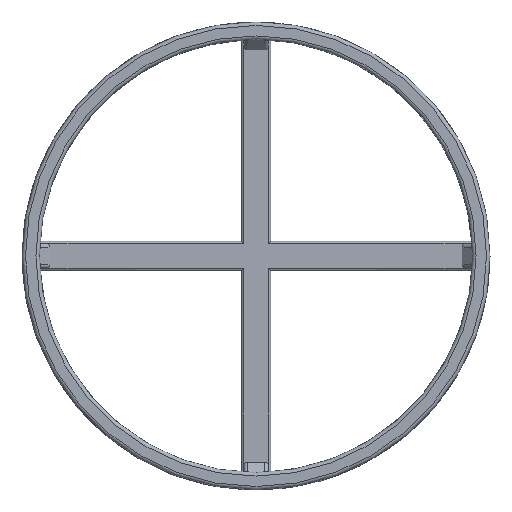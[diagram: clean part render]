
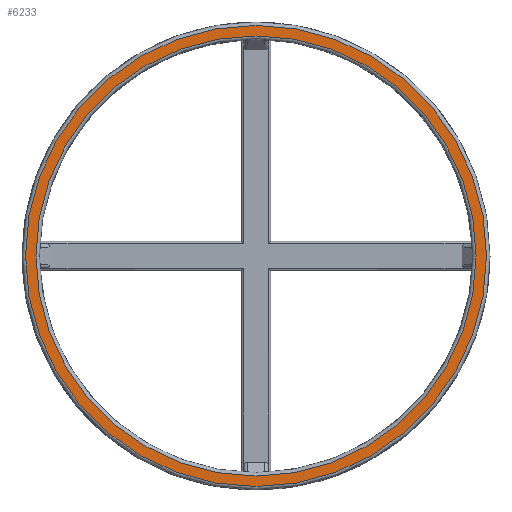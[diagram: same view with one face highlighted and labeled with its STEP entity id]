
A CAD part, top view. The second image highlights one B-rep face of the part: STEP entity #6233.
In plain terms, the highlighted planar face has unit normal (0, 0, 1).
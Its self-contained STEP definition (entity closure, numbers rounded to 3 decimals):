
#1157 = TOROIDAL_SURFACE('',#1158,63.25,1.);
#1158 = AXIS2_PLACEMENT_3D('',#1159,#1160,#1161);
#1159 = CARTESIAN_POINT('',(0.,0.,21.));
#1160 = DIRECTION('',(0.,0.,1.));
#1161 = DIRECTION('',(1.,0.,-0.));
#4865 = VERTEX_POINT('',#4866);
#4866 = CARTESIAN_POINT('',(63.25,0.,22.));
#4886 = EDGE_CURVE('',#4865,#4865,#4887,.T.);
#4887 = SURFACE_CURVE('',#4888,(#4893,#4900),.PCURVE_S1.);
#4888 = CIRCLE('',#4889,63.25);
#4889 = AXIS2_PLACEMENT_3D('',#4890,#4891,#4892);
#4890 = CARTESIAN_POINT('',(0.,0.,22.));
#4891 = DIRECTION('',(0.,0.,1.));
#4892 = DIRECTION('',(1.,0.,-0.));
#4893 = PCURVE('',#1157,#4894);
#4894 = DEFINITIONAL_REPRESENTATION('',(#4895),#4899);
#4895 = LINE('',#4896,#4897);
#4896 = CARTESIAN_POINT('',(0.,1.571));
#4897 = VECTOR('',#4898,1.);
#4898 = DIRECTION('',(1.,0.));
#4899 = ( GEOMETRIC_REPRESENTATION_CONTEXT(2) 
PARAMETRIC_REPRESENTATION_CONTEXT() REPRESENTATION_CONTEXT('2D SPACE',''
  ) );
#4900 = PCURVE('',#4901,#4906);
#4901 = PLANE('',#4902);
#4902 = AXIS2_PLACEMENT_3D('',#4903,#4904,#4905);
#4903 = CARTESIAN_POINT('',(0.,0.,22.)
  );
#4904 = DIRECTION('',(0.,0.,1.));
#4905 = DIRECTION('',(1.,0.,-0.));
#4906 = DEFINITIONAL_REPRESENTATION('',(#4907),#4911);
#4907 = CIRCLE('',#4908,63.25);
#4908 = AXIS2_PLACEMENT_2D('',#4909,#4910);
#4909 = CARTESIAN_POINT('',(0.,0.));
#4910 = DIRECTION('',(1.,0.));
#4911 = ( GEOMETRIC_REPRESENTATION_CONTEXT(2) 
PARAMETRIC_REPRESENTATION_CONTEXT() REPRESENTATION_CONTEXT('2D SPACE',''
  ) );
#6233 = ADVANCED_FACE('',(#6234,#6265),#4901,.T.);
#6234 = FACE_BOUND('',#6235,.T.);
#6235 = EDGE_LOOP('',(#6236));
#6236 = ORIENTED_EDGE('',*,*,#6237,.T.);
#6237 = EDGE_CURVE('',#6238,#6238,#6240,.T.);
#6238 = VERTEX_POINT('',#6239);
#6239 = CARTESIAN_POINT('',(66.25,0.,22.));
#6240 = SURFACE_CURVE('',#6241,(#6246,#6253),.PCURVE_S1.);
#6241 = CIRCLE('',#6242,66.25);
#6242 = AXIS2_PLACEMENT_3D('',#6243,#6244,#6245);
#6243 = CARTESIAN_POINT('',(0.,0.,22.));
#6244 = DIRECTION('',(0.,0.,1.));
#6245 = DIRECTION('',(1.,0.,-0.));
#6246 = PCURVE('',#4901,#6247);
#6247 = DEFINITIONAL_REPRESENTATION('',(#6248),#6252);
#6248 = CIRCLE('',#6249,66.25);
#6249 = AXIS2_PLACEMENT_2D('',#6250,#6251);
#6250 = CARTESIAN_POINT('',(0.,0.));
#6251 = DIRECTION('',(1.,0.));
#6252 = ( GEOMETRIC_REPRESENTATION_CONTEXT(2) 
PARAMETRIC_REPRESENTATION_CONTEXT() REPRESENTATION_CONTEXT('2D SPACE',''
  ) );
#6253 = PCURVE('',#6254,#6259);
#6254 = TOROIDAL_SURFACE('',#6255,66.25,1.);
#6255 = AXIS2_PLACEMENT_3D('',#6256,#6257,#6258);
#6256 = CARTESIAN_POINT('',(0.,0.,21.));
#6257 = DIRECTION('',(0.,0.,1.));
#6258 = DIRECTION('',(1.,0.,-0.));
#6259 = DEFINITIONAL_REPRESENTATION('',(#6260),#6264);
#6260 = LINE('',#6261,#6262);
#6261 = CARTESIAN_POINT('',(0.,1.571));
#6262 = VECTOR('',#6263,1.);
#6263 = DIRECTION('',(1.,0.));
#6264 = ( GEOMETRIC_REPRESENTATION_CONTEXT(2) 
PARAMETRIC_REPRESENTATION_CONTEXT() REPRESENTATION_CONTEXT('2D SPACE',''
  ) );
#6265 = FACE_BOUND('',#6266,.T.);
#6266 = EDGE_LOOP('',(#6267));
#6267 = ORIENTED_EDGE('',*,*,#4886,.F.);
